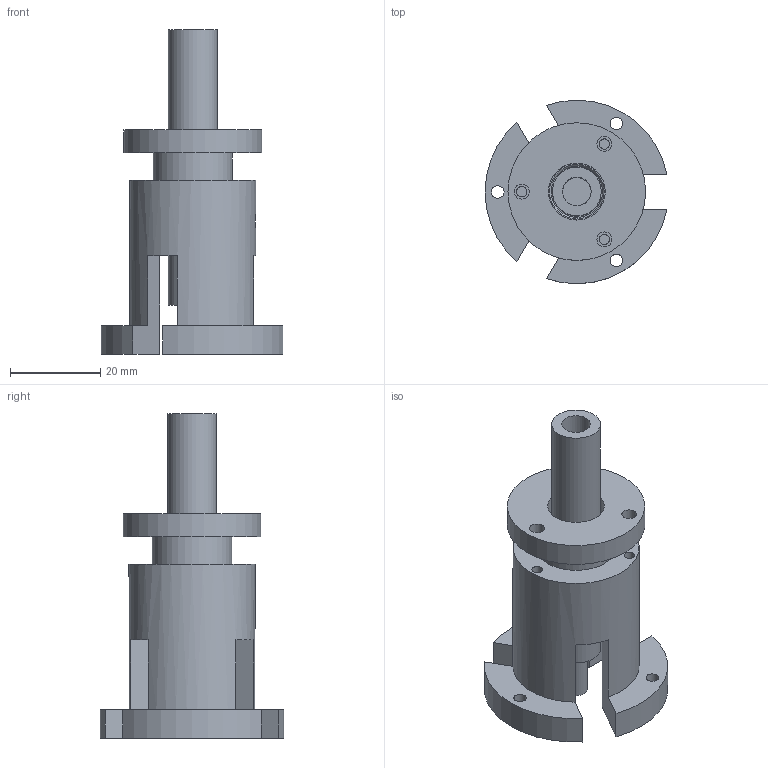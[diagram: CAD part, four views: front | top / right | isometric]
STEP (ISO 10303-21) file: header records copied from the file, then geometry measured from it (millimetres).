
FILE_DESCRIPTION(/* description */ (''),/* implementation_level */ '2;1');
FILE_NAME(/* name */ 'SpinCoater_Rev2 v16.step',/* time_stamp */ '2016-07-26T21:17:01-07:00',/* author */ (''),/* organization */ (''),/* preprocessor_version */ 'ST-DEVELOPER v16.5',/* originating_system */ 'Autodesk Translation Framework v5.1.0.3141',/* authorisation */ '');
FILE_SCHEMA (('AUTOMOTIVE_DESIGN { 1 0 10303 214 3 1 1 }'));
Length unit declared in the file: centimetre
Products named in the file (4): SpinCoater_Rev2 v16; Collar; Spindle; Bolt
Assembly tree (3 placements, depth 2):
  SpinCoater_Rev2 v16
    Collar
    Spindle
    Bolt
Bounding box: 40.28 x 40.64 x 71.88 mm (x, y, z)
Volume: 24184.5 mm3; surface area: 15270.4 mm2
Topology: 4 solids, 4 shells, 72 faces, 169 edges, 108 vertices
Faces by surface type: cylinder 36, plane 30, cone 6
Full cylindrical faces by diameter (mm): 2.261 x3, 2.54 x6, 2.778 x3, 3.3 x4, 4.2 x1, 5 x2, 6.35 x1, 10.82 x2, 11.328 x2, 12.598 x1, 16.51 x1, 17.526 x1, 17.78 x1, 27.94 x1, 30.48 x1
Entity records: 2514 total; most frequent: CARTESIAN_POINT 855, DIRECTION 338, ORIENTED_EDGE 260, AXIS2_PLACEMENT_3D 151, EDGE_LOOP 144, EDGE_CURVE 130, VERTEX_POINT 106, FACE_BOUND 72
